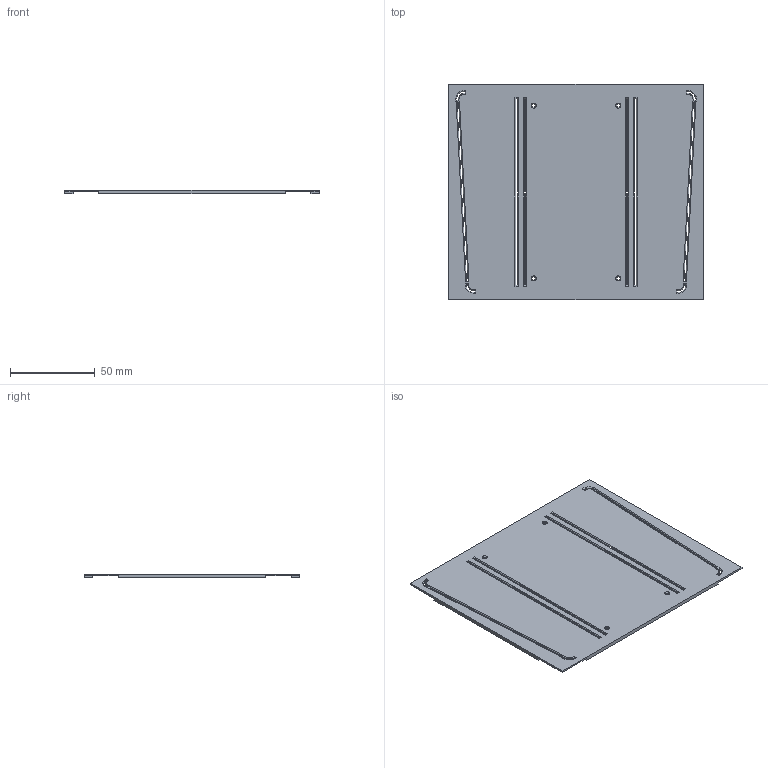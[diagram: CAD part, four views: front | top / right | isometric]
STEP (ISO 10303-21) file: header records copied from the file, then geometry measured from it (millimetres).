
FILE_DESCRIPTION(('FreeCAD Model'),'2;1');
FILE_NAME('Open CASCADE Shape Model','2024-02-07T19:13:30',(''),(''), 'Open CASCADE STEP processor 7.7','FreeCAD','Unknown');
FILE_SCHEMA(('AUTOMOTIVE_DESIGN { 1 0 10303 214 1 1 1 1 }'));
Length unit declared in the file: millimetre
Products named in the file (1): Body
Bounding box: 150 x 127 x 2.2 mm (x, y, z)
Volume: 20450.8 mm3; surface area: 39260.4 mm2
Topology: 1 solids, 1 shells, 112 faces, 292 edges, 182 vertices
Faces by surface type: plane 86, cone 14, cylinder 12
Full cylindrical faces by diameter (mm): 2 x4
Entity records: 3454 total; most frequent: CARTESIAN_POINT 595, ORIENTED_EDGE 584, DIRECTION 576, EDGE_CURVE 292, LINE 230, VECTOR 230, VERTEX_POINT 182, AXIS2_PLACEMENT_3D 173
